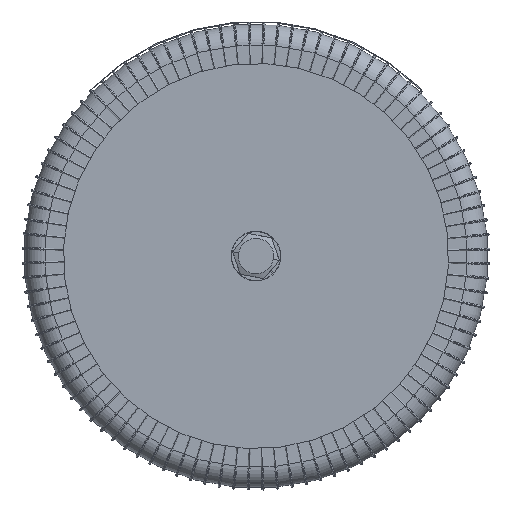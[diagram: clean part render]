
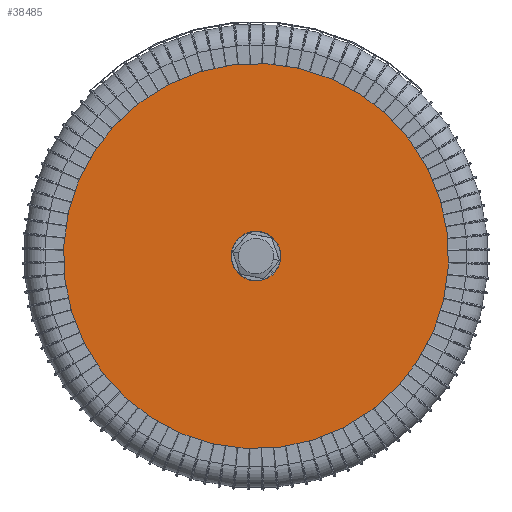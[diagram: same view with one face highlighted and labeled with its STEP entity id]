
A CAD part, front view. The second image highlights one B-rep face of the part: STEP entity #38485.
In plain terms, the highlighted planar face has unit normal (0, -1, 0).
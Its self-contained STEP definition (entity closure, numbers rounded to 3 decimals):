
#2420 = CIRCLE ( 'NONE', #31090, 46.5 ) ;
#2703 = EDGE_LOOP ( 'NONE', ( #22870, #36419 ) ) ;
#4049 = DIRECTION ( 'NONE',  ( 0., 1., 0. ) ) ;
#4674 = EDGE_CURVE ( 'NONE', #47331, #51676, #37245, .T. ) ;
#4777 = AXIS2_PLACEMENT_3D ( 'NONE', #31872, #16525, #22596 ) ;
#6418 = EDGE_CURVE ( 'NONE', #7797, #58266, #18066, .T. ) ;
#7353 = DIRECTION ( 'NONE',  ( 0., 1., 0. ) ) ;
#7797 = VERTEX_POINT ( 'NONE', #41052 ) ;
#12185 = FACE_OUTER_BOUND ( 'NONE', #61677, .T. ) ;
#16525 = DIRECTION ( 'NONE',  ( 0., 1., 0. ) ) ;
#16972 = CARTESIAN_POINT ( 'NONE',  ( 0., 0., 0. ) ) ;
#17615 = DIRECTION ( 'NONE',  ( 0., 0., 1. ) ) ;
#18066 = CIRCLE ( 'NONE', #4777, 46.5 ) ;
#22596 = DIRECTION ( 'NONE',  ( 0., 0., 1. ) ) ;
#22870 = ORIENTED_EDGE ( 'NONE', *, *, #4674, .T. ) ;
#22873 = CARTESIAN_POINT ( 'NONE',  ( 0., 0., 4. ) ) ;
#25840 = CARTESIAN_POINT ( 'NONE',  ( 0., 0., -46.5 ) ) ;
#28680 = ORIENTED_EDGE ( 'NONE', *, *, #42897, .F. ) ;
#29305 = DIRECTION ( 'NONE',  ( 0., 0., 1. ) ) ;
#31090 = AXIS2_PLACEMENT_3D ( 'NONE', #52985, #4049, #29305 ) ;
#31872 = CARTESIAN_POINT ( 'NONE',  ( 0., 0., 0. ) ) ;
#33248 = CARTESIAN_POINT ( 'NONE',  ( 0., 0., 0. ) ) ;
#36419 = ORIENTED_EDGE ( 'NONE', *, *, #50175, .T. ) ;
#36486 = FACE_BOUND ( 'NONE', #2703, .T. ) ;
#37245 = CIRCLE ( 'NONE', #59724, 4. ) ;
#38485 = ADVANCED_FACE ( 'NONE', ( #12185, #36486 ), #60817, .F. ) ;
#41052 = CARTESIAN_POINT ( 'NONE',  ( 0., 0., 46.5 ) ) ;
#42897 = EDGE_CURVE ( 'NONE', #58266, #7797, #2420, .T. ) ;
#47331 = VERTEX_POINT ( 'NONE', #47599 ) ;
#47599 = CARTESIAN_POINT ( 'NONE',  ( 0., 0., -4. ) ) ;
#47738 = CIRCLE ( 'NONE', #55949, 4. ) ;
#50175 = EDGE_CURVE ( 'NONE', #51676, #47331, #47738, .T. ) ;
#51676 = VERTEX_POINT ( 'NONE', #22873 ) ;
#51771 = DIRECTION ( 'NONE',  ( 0., 0., 1. ) ) ;
#52985 = CARTESIAN_POINT ( 'NONE',  ( 0., 0., 0. ) ) ;
#55070 = ORIENTED_EDGE ( 'NONE', *, *, #6418, .F. ) ;
#55949 = AXIS2_PLACEMENT_3D ( 'NONE', #33248, #58801, #58483 ) ;
#56106 = AXIS2_PLACEMENT_3D ( 'NONE', #16972, #7353, #17615 ) ;
#58266 = VERTEX_POINT ( 'NONE', #25840 ) ;
#58483 = DIRECTION ( 'NONE',  ( 0., 0., 1. ) ) ;
#58801 = DIRECTION ( 'NONE',  ( 0., 1., 0. ) ) ;
#59724 = AXIS2_PLACEMENT_3D ( 'NONE', #61729, #62042, #51771 ) ;
#60817 = PLANE ( 'NONE',  #56106 ) ;
#61677 = EDGE_LOOP ( 'NONE', ( #28680, #55070 ) ) ;
#61729 = CARTESIAN_POINT ( 'NONE',  ( 0., 0., 0. ) ) ;
#62042 = DIRECTION ( 'NONE',  ( 0., 1., 0. ) ) ;
